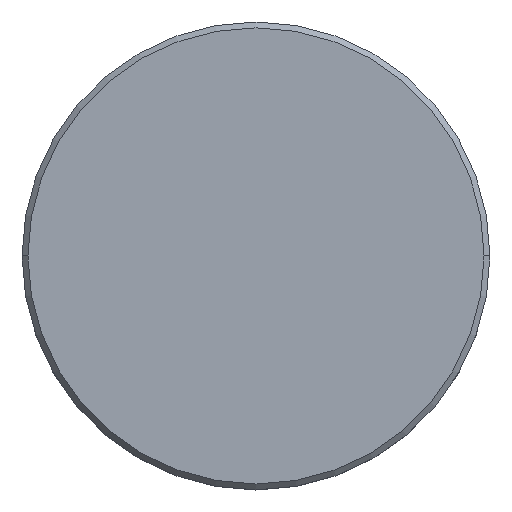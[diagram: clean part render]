
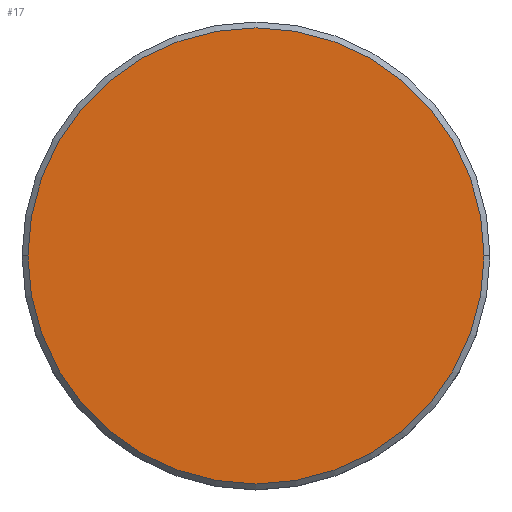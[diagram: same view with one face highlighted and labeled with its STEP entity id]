
A CAD part, top view. The second image highlights one B-rep face of the part: STEP entity #17.
In plain terms, the highlighted planar face has unit normal (0, 0, 1).
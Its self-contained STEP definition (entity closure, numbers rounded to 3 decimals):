
#17 = ADVANCED_FACE ( 'NONE', ( #926 ), #101, .T. ) ;
#20 = CARTESIAN_POINT ( 'NONE',  ( 0., 0., 0. ) ) ;
#34 = EDGE_LOOP ( 'NONE', ( #602, #172 ) ) ;
#101 = PLANE ( 'NONE',  #473 ) ;
#163 = CIRCLE ( 'NONE', #478, 19.5 ) ;
#172 = ORIENTED_EDGE ( 'NONE', *, *, #727, .T. ) ;
#244 = DIRECTION ( 'NONE',  ( 0., 0., 1. ) ) ;
#325 = DIRECTION ( 'NONE',  ( 1., 0., 0. ) ) ;
#357 = VERTEX_POINT ( 'NONE', #690 ) ;
#378 = EDGE_CURVE ( 'NONE', #357, #1127, #163, .T. ) ;
#473 = AXIS2_PLACEMENT_3D ( 'NONE', #475, #1129, #325 ) ;
#475 = CARTESIAN_POINT ( 'NONE',  ( 0., 0., 0. ) ) ;
#478 = AXIS2_PLACEMENT_3D ( 'NONE', #20, #755, #509 ) ;
#509 = DIRECTION ( 'NONE',  ( 1., 0., 0. ) ) ;
#530 = CARTESIAN_POINT ( 'NONE',  ( 0., 0., 0. ) ) ;
#602 = ORIENTED_EDGE ( 'NONE', *, *, #378, .T. ) ;
#626 = CIRCLE ( 'NONE', #759, 19.5 ) ;
#690 = CARTESIAN_POINT ( 'NONE',  ( -19.5, 0., 0. ) ) ;
#727 = EDGE_CURVE ( 'NONE', #1127, #357, #626, .T. ) ;
#755 = DIRECTION ( 'NONE',  ( 0., 0., 1. ) ) ;
#759 = AXIS2_PLACEMENT_3D ( 'NONE', #530, #244, #1147 ) ;
#926 = FACE_OUTER_BOUND ( 'NONE', #34, .T. ) ;
#1069 = CARTESIAN_POINT ( 'NONE',  ( 19.5, 0., 0. ) ) ;
#1127 = VERTEX_POINT ( 'NONE', #1069 ) ;
#1129 = DIRECTION ( 'NONE',  ( 0., 0., 1. ) ) ;
#1147 = DIRECTION ( 'NONE',  ( 1., 0., 0. ) ) ;
